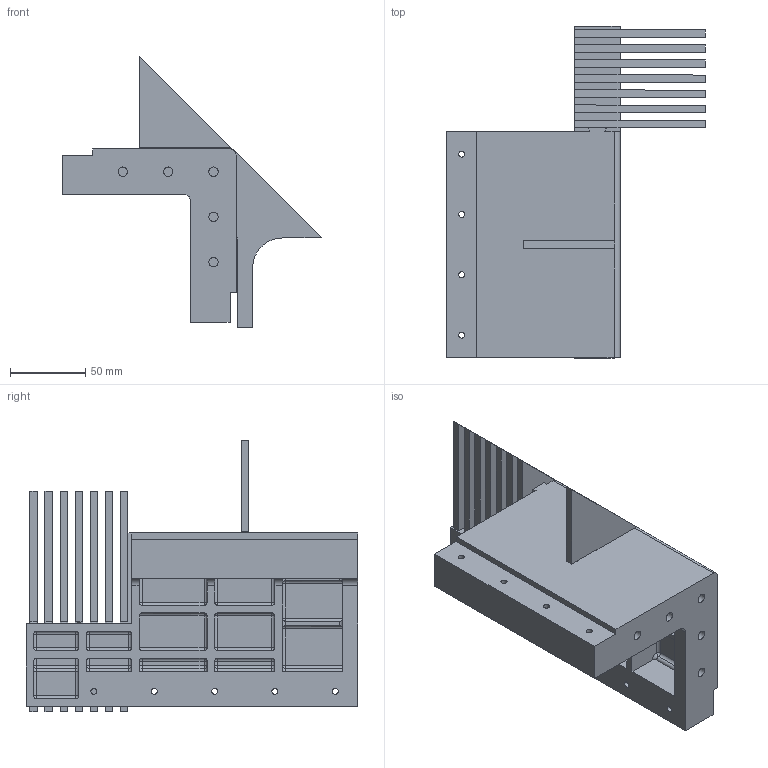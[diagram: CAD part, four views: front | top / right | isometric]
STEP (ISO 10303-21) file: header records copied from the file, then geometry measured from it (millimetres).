
FILE_DESCRIPTION(/* description */ (''),/* implementation_level */ '2;1');
FILE_NAME(/* name */ '',/* time_stamp */ '2025-05-04T02:15:10+03:00',/* author */ ('I9232'),/* organization */ (''),/* preprocessor_version */ 'ST-DEVELOPER v19.2',/* originating_system */ 'Autodesk Inventor 2023',/* authorisation */ '');
FILE_SCHEMA (('AUTOMOTIVE_DESIGN { 1 0 10303 214 3 1 1 }'));
Length unit declared in the file: millimetre
Products named in the file (1): Столбик
Bounding box: 171.6 x 220 x 180.22 mm (x, y, z)
Volume: 689851.5 mm3; surface area: 233865.3 mm2
Topology: 1 solids, 1 shells, 610 faces, 1563 edges, 1003 vertices
Faces by surface type: plane 349, cylinder 182, sphere 65, torus 14
Full cylindrical faces by diameter (mm): 4 x9, 6.2 x5
Entity records: 18297 total; most frequent: CARTESIAN_POINT 3148, DIRECTION 3130, ORIENTED_EDGE 3064, EDGE_CURVE 1532, LINE 1160, VECTOR 1160, AXIS2_PLACEMENT_3D 985, VERTEX_POINT 933
